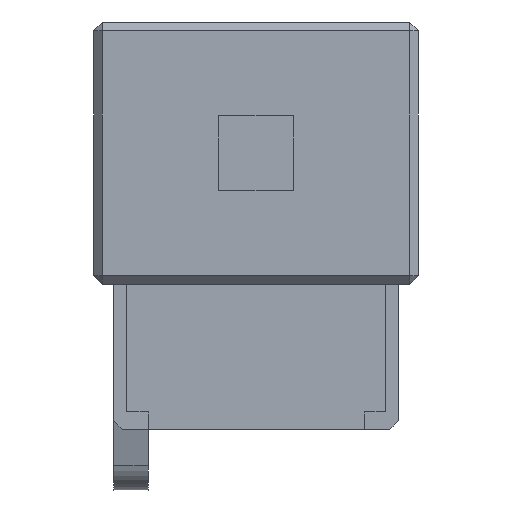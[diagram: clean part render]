
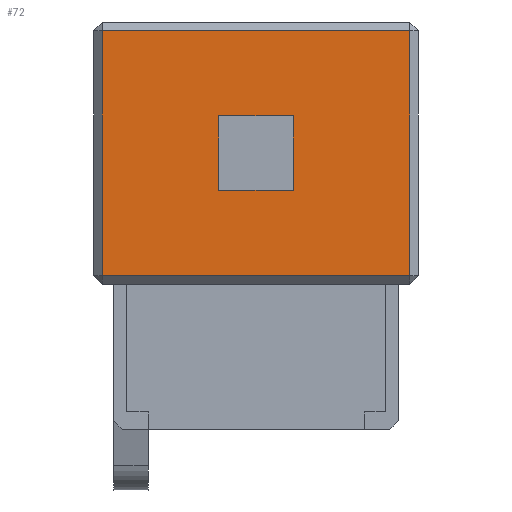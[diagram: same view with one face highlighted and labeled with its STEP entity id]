
A CAD part, front view. The second image highlights one B-rep face of the part: STEP entity #72.
In plain terms, the highlighted planar face has unit normal (0, -1, 0).
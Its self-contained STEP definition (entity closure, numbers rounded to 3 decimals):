
#72=ADVANCED_FACE('',(#329,#331),#333,.F.);
#329=FACE_BOUND('',#330,.T.);
#330=EDGE_LOOP('',(#819,#820,#821,#822));
#331=FACE_BOUND('',#332,.T.);
#332=EDGE_LOOP('',(#823,#824,#825,#826));
#333=PLANE('',#334);
#334=AXIS2_PLACEMENT_3D('',#335,#336,#337);
#335=CARTESIAN_POINT('',(0.,-22.7,0.));
#336=DIRECTION('',(0.,1.,0.));
#337=DIRECTION('',(-1.,0.,0.));
#819=ORIENTED_EDGE('',*,*,#1094,.T.);
#820=ORIENTED_EDGE('',*,*,#1095,.F.);
#821=ORIENTED_EDGE('',*,*,#1096,.F.);
#822=ORIENTED_EDGE('',*,*,#1092,.F.);
#823=ORIENTED_EDGE('',*,*,#1097,.T.);
#824=ORIENTED_EDGE('',*,*,#1098,.T.);
#825=ORIENTED_EDGE('',*,*,#1099,.T.);
#826=ORIENTED_EDGE('',*,*,#1100,.T.);
#1092=EDGE_CURVE('',#1233,#1235,#1236,.T.);
#1094=EDGE_CURVE('',#1233,#1238,#1239,.T.);
#1095=EDGE_CURVE('',#1240,#1238,#1241,.T.);
#1096=EDGE_CURVE('',#1235,#1240,#1242,.T.);
#1097=EDGE_CURVE('',#1243,#1244,#1245,.T.);
#1098=EDGE_CURVE('',#1244,#1246,#1247,.T.);
#1099=EDGE_CURVE('',#1246,#1248,#1249,.T.);
#1100=EDGE_CURVE('',#1248,#1243,#1250,.T.);
#1233=VERTEX_POINT('',#1464);
#1235=VERTEX_POINT('',#1468);
#1236=LINE('',#1469,#1470);
#1238=VERTEX_POINT('',#1475);
#1239=LINE('',#1476,#1477);
#1240=VERTEX_POINT('',#1479);
#1241=LINE('',#1480,#1481);
#1242=LINE('',#1483,#1484);
#1243=VERTEX_POINT('',#1486);
#1244=VERTEX_POINT('',#1487);
#1245=LINE('',#1488,#1489);
#1246=VERTEX_POINT('',#1491);
#1247=LINE('',#1492,#1493);
#1248=VERTEX_POINT('',#1495);
#1249=LINE('',#1496,#1497);
#1250=LINE('',#1499,#1500);
#1464=CARTESIAN_POINT('',(1.,-22.7,20.));
#1468=CARTESIAN_POINT('',(1.,-22.7,48.2));
#1469=CARTESIAN_POINT('',(1.,-22.7,20.));
#1470=VECTOR('',#1471,1.);
#1471=DIRECTION('',(0.,0.,1.));
#1475=CARTESIAN_POINT('',(36.4,-22.7,20.));
#1476=CARTESIAN_POINT('',(1.,-22.7,20.));
#1477=VECTOR('',#1478,1.);
#1478=DIRECTION('',(1.,0.,0.));
#1479=CARTESIAN_POINT('',(36.4,-22.7,48.2));
#1480=CARTESIAN_POINT('',(36.4,-22.7,48.2));
#1481=VECTOR('',#1482,1.);
#1482=DIRECTION('',(0.,0.,-1.));
#1483=CARTESIAN_POINT('',(1.,-22.7,48.2));
#1484=VECTOR('',#1485,1.);
#1485=DIRECTION('',(1.,0.,0.));
#1486=CARTESIAN_POINT('',(14.4,-22.7,29.8));
#1487=CARTESIAN_POINT('',(14.4,-22.7,38.4));
#1488=CARTESIAN_POINT('',(14.4,-22.7,29.8));
#1489=VECTOR('',#1490,1.);
#1490=DIRECTION('',(0.,0.,1.));
#1491=CARTESIAN_POINT('',(23.,-22.7,38.4));
#1492=CARTESIAN_POINT('',(14.4,-22.7,38.4));
#1493=VECTOR('',#1494,1.);
#1494=DIRECTION('',(1.,0.,0.));
#1495=CARTESIAN_POINT('',(23.,-22.7,29.8));
#1496=CARTESIAN_POINT('',(23.,-22.7,38.4));
#1497=VECTOR('',#1498,1.);
#1498=DIRECTION('',(0.,0.,-1.));
#1499=CARTESIAN_POINT('',(23.,-22.7,29.8));
#1500=VECTOR('',#1501,1.);
#1501=DIRECTION('',(-1.,0.,0.));
